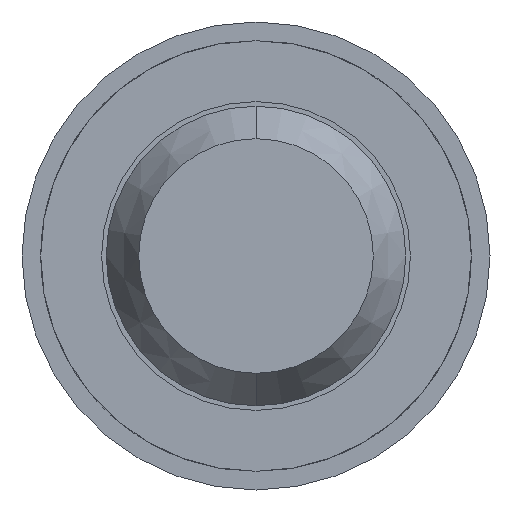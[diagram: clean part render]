
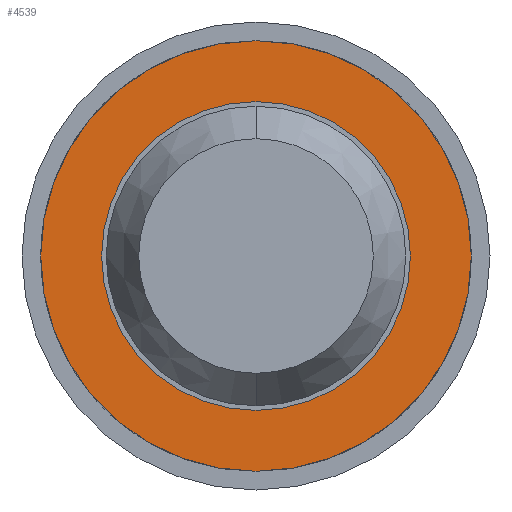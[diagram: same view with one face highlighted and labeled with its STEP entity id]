
A CAD part, front view. The second image highlights one B-rep face of the part: STEP entity #4539.
In plain terms, the highlighted planar face has unit normal (0, -1, 0).
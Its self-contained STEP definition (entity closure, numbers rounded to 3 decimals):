
#159 = CARTESIAN_POINT ( 'NONE',  ( 0., -1.7, -1.15 ) ) ;
#266 = VERTEX_POINT ( 'NONE', #2484 ) ;
#489 = CARTESIAN_POINT ( 'NONE',  ( 0.825, -1.7, 0. ) ) ;
#519 = VERTEX_POINT ( 'NONE', #159 ) ;
#555 = AXIS2_PLACEMENT_3D ( 'NONE', #489, #1669, #1628 ) ;
#615 = ORIENTED_EDGE ( 'NONE', *, *, #3048, .T. ) ;
#648 = DIRECTION ( 'NONE',  ( 0., 0., 1. ) ) ;
#851 = PLANE ( 'NONE',  #555 ) ;
#888 = CARTESIAN_POINT ( 'NONE',  ( 0., -1.7, 0. ) ) ;
#1033 = CIRCLE ( 'NONE', #2447, 0.825 ) ;
#1224 = CIRCLE ( 'NONE', #3857, 1.15 ) ;
#1351 = ORIENTED_EDGE ( 'NONE', *, *, #3701, .T. ) ;
#1391 = CIRCLE ( 'NONE', #2154, 0.825 ) ;
#1472 = AXIS2_PLACEMENT_3D ( 'NONE', #888, #1990, #3118 ) ;
#1628 = DIRECTION ( 'NONE',  ( 0., 0., 1. ) ) ;
#1669 = DIRECTION ( 'NONE',  ( 0., 1., 0. ) ) ;
#1792 = CARTESIAN_POINT ( 'NONE',  ( 0., -1.7, 0.825 ) ) ;
#1831 = DIRECTION ( 'NONE',  ( 0., 1., 0. ) ) ;
#1990 = DIRECTION ( 'NONE',  ( 0., 1., 0. ) ) ;
#2057 = ORIENTED_EDGE ( 'NONE', *, *, #4522, .F. ) ;
#2129 = EDGE_CURVE ( 'Defeature ausgef�hrt3_10+Defeature ausgef�hrt3_14+Defeature ausgef�hrt3_14+Defeature ausgef�hrt3_14', #266, #519, #1224, .T. ) ;
#2154 = AXIS2_PLACEMENT_3D ( 'NONE', #4688, #3983, #648 ) ;
#2252 = VERTEX_POINT ( 'NONE', #1792 ) ;
#2290 = EDGE_LOOP ( 'NONE', ( #3519, #2057 ) ) ;
#2378 = FACE_OUTER_BOUND ( 'NONE', #2290, .T. ) ;
#2447 = AXIS2_PLACEMENT_3D ( 'NONE', #4415, #1831, #3319 ) ;
#2484 = CARTESIAN_POINT ( 'NONE',  ( 0., -1.7, 1.15 ) ) ;
#2501 = CIRCLE ( 'NONE', #1472, 1.15 ) ;
#2822 = EDGE_LOOP ( 'NONE', ( #1351, #615 ) ) ;
#3048 = EDGE_CURVE ( 'Defeature ausgef�hrt3_14+Defeature ausgef�hrt3_13+Defeature ausgef�hrt3_13+Defeature ausgef�hrt3_13', #3639, #2252, #1033, .T. ) ;
#3118 = DIRECTION ( 'NONE',  ( 0., 0., 1. ) ) ;
#3185 = CARTESIAN_POINT ( 'NONE',  ( 0., -1.7, 0. ) ) ;
#3263 = FACE_BOUND ( 'NONE', #2822, .T. ) ;
#3319 = DIRECTION ( 'NONE',  ( 0., 0., 1. ) ) ;
#3519 = ORIENTED_EDGE ( 'NONE', *, *, #2129, .F. ) ;
#3562 = DIRECTION ( 'NONE',  ( 0., 1., 0. ) ) ;
#3639 = VERTEX_POINT ( 'NONE', #4288 ) ;
#3701 = EDGE_CURVE ( 'Defeature ausgef�hrt3_14+Defeature ausgef�hrt3_13+Defeature ausgef�hrt3_13+Defeature ausgef�hrt3_13', #2252, #3639, #1391, .T. ) ;
#3857 = AXIS2_PLACEMENT_3D ( 'NONE', #3185, #3562, #3931 ) ;
#3931 = DIRECTION ( 'NONE',  ( 0., 0., 1. ) ) ;
#3983 = DIRECTION ( 'NONE',  ( 0., 1., 0. ) ) ;
#4288 = CARTESIAN_POINT ( 'NONE',  ( 0., -1.7, -0.825 ) ) ;
#4415 = CARTESIAN_POINT ( 'NONE',  ( 0., -1.7, 0. ) ) ;
#4522 = EDGE_CURVE ( 'Defeature ausgef�hrt3_10+Defeature ausgef�hrt3_14+Defeature ausgef�hrt3_14+Defeature ausgef�hrt3_14', #519, #266, #2501, .T. ) ;
#4539 = ADVANCED_FACE ( 'Defeature ausgef�hrt3_14', ( #2378, #3263 ), #851, .F. ) ;
#4688 = CARTESIAN_POINT ( 'NONE',  ( 0., -1.7, 0. ) ) ;
